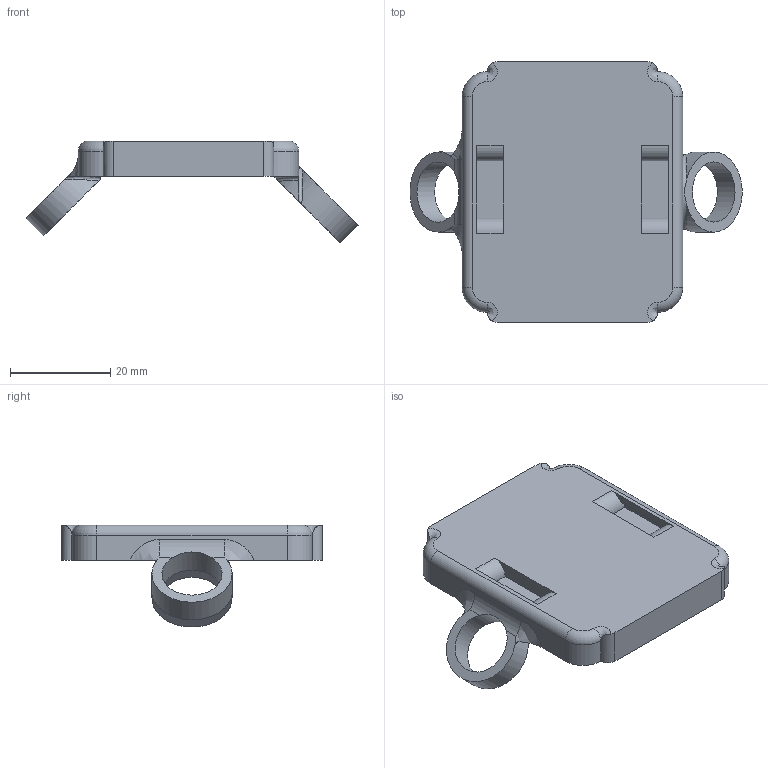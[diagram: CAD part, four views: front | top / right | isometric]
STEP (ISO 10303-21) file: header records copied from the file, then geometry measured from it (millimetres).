
FILE_DESCRIPTION(/* description */ (''),/* implementation_level */ '2;1');
FILE_NAME(/* name */ 'Analog VRX Module mounting case bottom.step',/* time_stamp */ '2023-12-06T21:57:29-08:00',/* author */ (''),/* organization */ (''),/* preprocessor_version */ 'ST-DEVELOPER v20',/* originating_system */ 'Autodesk Translation Framework v12.14.0.127',/* authorisation */ '');
FILE_SCHEMA (('AUTOMOTIVE_DESIGN { 1 0 10303 214 3 1 1 }'));
Length unit declared in the file: millimetre
Products named in the file (1): Analog VRX Module mounting case
Bounding box: 66.22 x 52 x 20.32 mm (x, y, z)
Volume: 11937.4 mm3; surface area: 7194.1 mm2
Topology: 1 solids, 1 shells, 59 faces, 159 edges, 100 vertices
Faces by surface type: cylinder 25, plane 21, bspline 9, torus 4
Full cylindrical faces by diameter (mm): 12 x2
Entity records: 2467 total; most frequent: CARTESIAN_POINT 965, DIRECTION 313, ORIENTED_EDGE 310, EDGE_CURVE 155, AXIS2_PLACEMENT_3D 125, VERTEX_POINT 100, EDGE_LOOP 65, LINE 63
